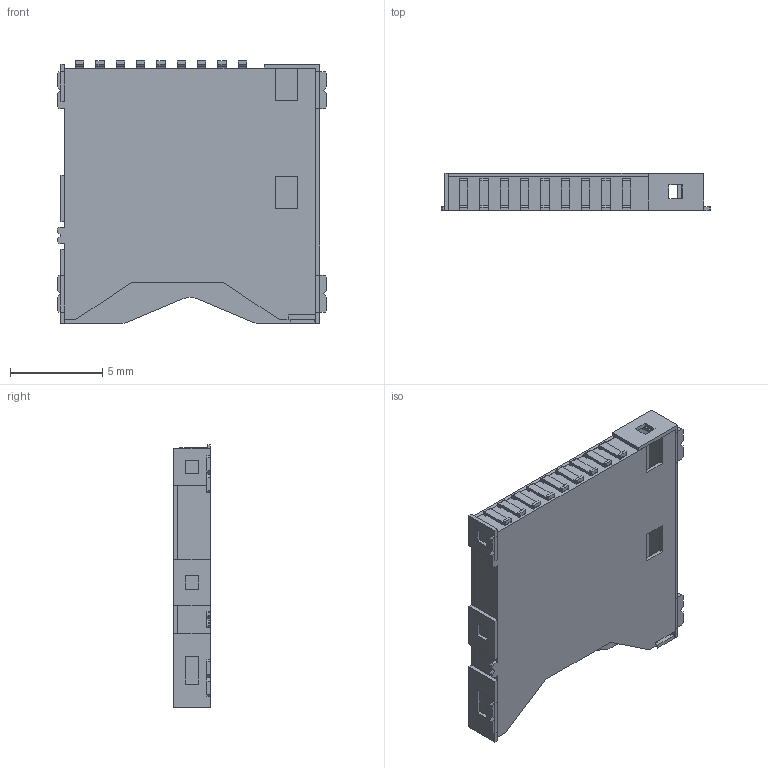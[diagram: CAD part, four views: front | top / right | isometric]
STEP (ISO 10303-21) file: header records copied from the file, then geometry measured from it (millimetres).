
FILE_DESCRIPTION (( 'STEP AP214' ), '1' );
FILE_NAME ('User Library-KARTICA.STEP', '2020-07-30T03:17:05', ( '' ), ( '' ), 'SwSTEP 2.0', 'SolidWorks 2020', '' );
FILE_SCHEMA (( 'AUTOMOTIVE_DESIGN' ));
Length unit declared in the file: millimetre
Products named in the file (3): User Library-KARTICA; USB-donji dio1_2; USB-gornji dio_2
Assembly tree (2 placements, depth 2):
  User Library-KARTICA
    USB-donji dio1_2
    USB-gornji dio_2
Bounding box: 14.6 x 2 x 14.2 mm (x, y, z)
Volume: 89.5 mm3; surface area: 962.3 mm2
Topology: 2 solids, 2 shells, 318 faces, 889 edges, 587 vertices
Faces by surface type: plane 247, cylinder 55, bspline 16
Entity records: 14091 total; most frequent: CARTESIAN_POINT 2217, ORIENTED_EDGE 1778, DIRECTION 1611, EDGE_CURVE 889, LINE 749, VECTOR 749, VERTEX_POINT 587, AXIS2_PLACEMENT_3D 431
